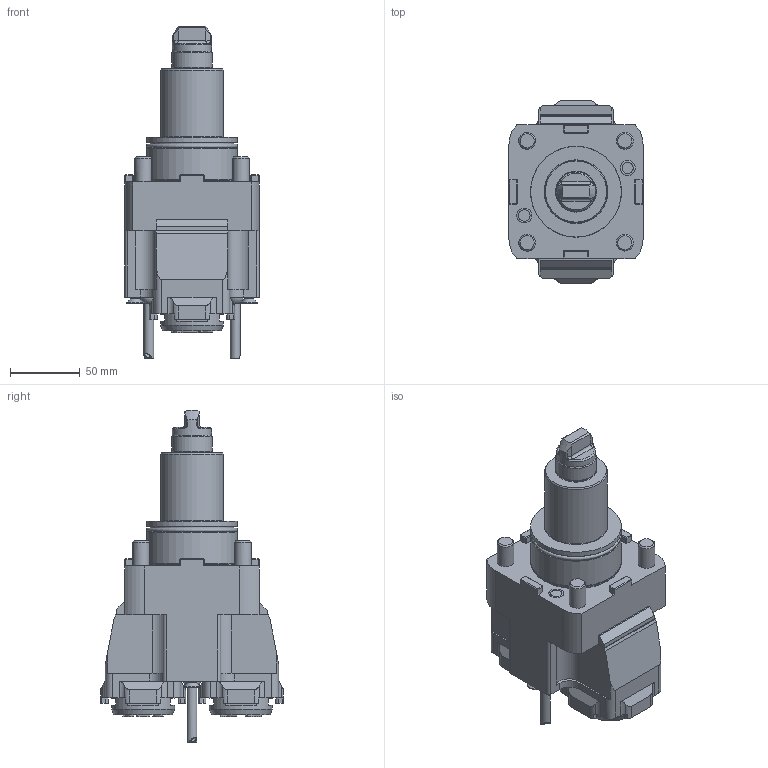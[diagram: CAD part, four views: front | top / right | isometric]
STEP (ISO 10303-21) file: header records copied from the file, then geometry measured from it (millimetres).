
FILE_DESCRIPTION (( 'STEP AP214' ), '1' );
FILE_NAME ('RAPPTYH25I131UT65P70.STEP', '2025-07-19T06:02:32', ( '' ), ( '' ), 'SwSTEP 2.0', 'SolidWorks 2023', '' );
FILE_SCHEMA (( 'AUTOMOTIVE_DESIGN' ));
Length unit declared in the file: millimetre
Products named in the file (1): RAPPTYH25I131UT65P70
Bounding box: 96 x 131 x 237.78 mm (x, y, z)
Volume: 1033412.6 mm3; surface area: 90378.7 mm2
Topology: 5 solids, 5 shells, 843 faces, 2201 edges, 1451 vertices
Faces by surface type: plane 492, cylinder 189, bspline 117, cone 34, torus 8, sphere 3
Full cylindrical faces by diameter (mm): 1.7 x1, 2.1 x1, 4 x3, 6 x2, 6.366 x1, 7 x3, 11.57 x2, 12 x4, 28 x1, 29 x1, 45 x3, 60.2 x1, 64.6 x1, 65 x2
Entity records: 35627 total; most frequent: CARTESIAN_POINT 11830, ORIENTED_EDGE 4242, DIRECTION 3642, EDGE_CURVE 2121, VERTEX_POINT 1429, VECTOR 1384, LINE 1384, AXIS2_PLACEMENT_3D 1129
